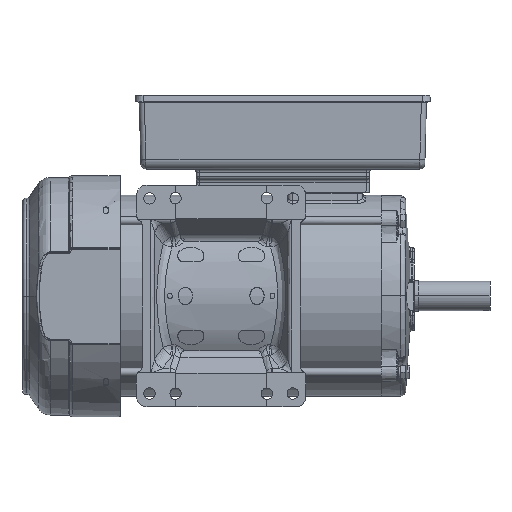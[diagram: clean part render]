
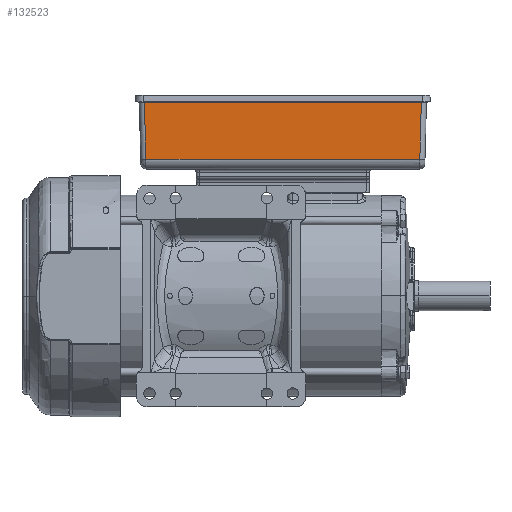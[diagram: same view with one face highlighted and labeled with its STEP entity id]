
A CAD part, front view. The second image highlights one B-rep face of the part: STEP entity #132523.
In plain terms, the highlighted planar face has unit normal (0, -1, -0.026).
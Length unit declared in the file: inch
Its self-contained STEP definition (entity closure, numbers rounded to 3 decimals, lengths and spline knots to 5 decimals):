
#443 = CARTESIAN_POINT ( 'NONE',  ( -10.35131, -3.06689, 7.43423 ) ) ;
#1557 = FACE_OUTER_BOUND ( 'NONE', #140057, .T. ) ;
#2582 = EDGE_CURVE ( 'NONE', #53240, #98247, #142420, .T. ) ;
#7822 = VERTEX_POINT ( 'NONE', #55703 ) ;
#9062 = ORIENTED_EDGE ( 'NONE', *, *, #61570, .T. ) ;
#16863 = CARTESIAN_POINT ( 'NONE',  ( 0.21369, -3.00978, 5.25342 ) ) ;
#28027 = DIRECTION ( 'NONE',  ( -0.026, -0.026, 0.999 ) ) ;
#28392 = CARTESIAN_POINT ( 'NONE',  ( 0.27016, -3.06625, 7.40991 ) ) ;
#48890 = CARTESIAN_POINT ( 'NONE',  ( -10.2942, -3.00978, 5.25342 ) ) ;
#49248 = CARTESIAN_POINT ( 'NONE',  ( -10.54796, -3.00978, 5.25342 ) ) ;
#53240 = VERTEX_POINT ( 'NONE', #48890 ) ;
#55703 = CARTESIAN_POINT ( 'NONE',  ( 0.21369, -3.00978, 5.25342 ) ) ;
#56322 = AXIS2_PLACEMENT_3D ( 'NONE', #75166, #132552, #99248 ) ;
#61043 = DIRECTION ( 'NONE',  ( -1., 0., 0. ) ) ;
#61570 = EDGE_CURVE ( 'NONE', #7822, #134492, #99739, .T. ) ;
#70163 = DIRECTION ( 'NONE',  ( -1., 0., 0. ) ) ;
#70951 = VECTOR ( 'NONE', #28027, 39.37008 ) ;
#75166 = CARTESIAN_POINT ( 'NONE',  ( -10.54796, -3.06676, 7.42908 ) ) ;
#84218 = ORIENTED_EDGE ( 'NONE', *, *, #117384, .F. ) ;
#88697 = VECTOR ( 'NONE', #99415, 39.37008 ) ;
#92287 = ORIENTED_EDGE ( 'NONE', *, *, #2582, .F. ) ;
#96584 = VECTOR ( 'NONE', #61043, 39.37008 ) ;
#98247 = VERTEX_POINT ( 'NONE', #139594 ) ;
#99248 = DIRECTION ( 'NONE',  ( 0., 0.026, -1. ) ) ;
#99415 = DIRECTION ( 'NONE',  ( 0.026, -0.026, 0.999 ) ) ;
#99739 = LINE ( 'NONE', #16863, #88697 ) ;
#103678 = LINE ( 'NONE', #128568, #133087 ) ;
#105964 = EDGE_CURVE ( 'NONE', #134492, #98247, #103678, .T. ) ;
#117384 = EDGE_CURVE ( 'NONE', #7822, #53240, #131421, .T. ) ;
#120755 = PLANE ( 'NONE',  #56322 ) ;
#128568 = CARTESIAN_POINT ( 'NONE',  ( -10.54796, -3.06625, 7.40991 ) ) ;
#131421 = LINE ( 'NONE', #49248, #96584 ) ;
#132523 = ADVANCED_FACE ( 'NONE', ( #1557 ), #120755, .T. ) ;
#132552 = DIRECTION ( 'NONE',  ( 0., -1., -0.026 ) ) ;
#133087 = VECTOR ( 'NONE', #70163, 39.37008 ) ;
#134492 = VERTEX_POINT ( 'NONE', #28392 ) ;
#139594 = CARTESIAN_POINT ( 'NONE',  ( -10.35067, -3.06625, 7.40991 ) ) ;
#140057 = EDGE_LOOP ( 'NONE', ( #92287, #84218, #9062, #142928 ) ) ;
#142420 = LINE ( 'NONE', #443, #70951 ) ;
#142928 = ORIENTED_EDGE ( 'NONE', *, *, #105964, .T. ) ;
